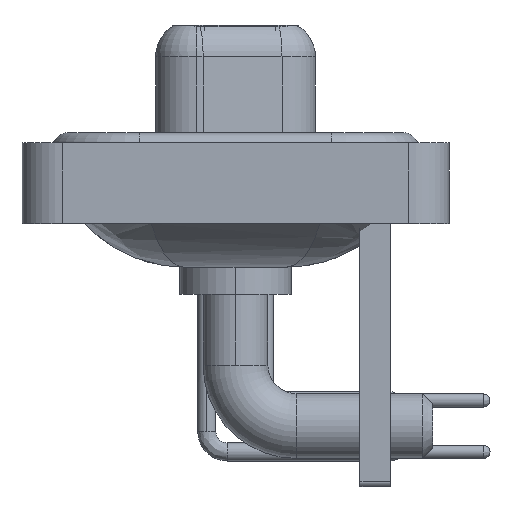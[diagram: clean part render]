
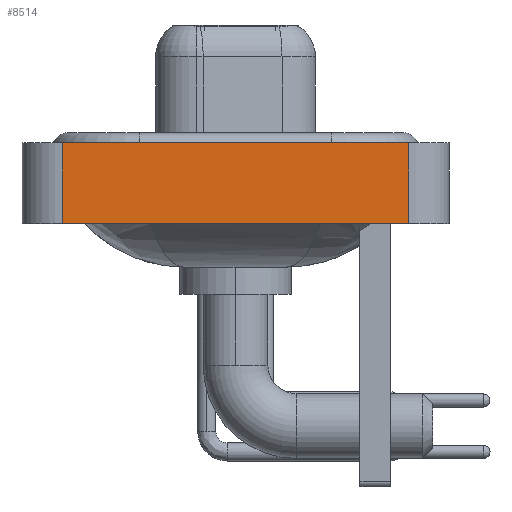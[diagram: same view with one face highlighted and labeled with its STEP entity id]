
A CAD part, left-side view. The second image highlights one B-rep face of the part: STEP entity #8514.
In plain terms, the highlighted planar face has unit normal (-1, 0, 0).
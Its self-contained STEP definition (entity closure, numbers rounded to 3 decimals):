
#1253 = CARTESIAN_POINT ( 'NONE',  ( -7.35, -8.55, -3.6 ) ) ;
#1400 = LINE ( 'NONE', #19966, #2485 ) ;
#1485 = EDGE_CURVE ( 'NONE', #11865, #6885, #22546, .T. ) ;
#1859 = ORIENTED_EDGE ( 'NONE', *, *, #3444, .T. ) ;
#2295 = CARTESIAN_POINT ( 'NONE',  ( -7.35, 8.55, -3.6 ) ) ;
#2339 = VERTEX_POINT ( 'NONE', #3169 ) ;
#2485 = VECTOR ( 'NONE', #19734, 1000. ) ;
#3169 = CARTESIAN_POINT ( 'NONE',  ( -7.35, -8.55, 0.4 ) ) ;
#3444 = EDGE_CURVE ( 'NONE', #21413, #2339, #1400, .T. ) ;
#4162 = LINE ( 'NONE', #20698, #7842 ) ;
#4289 = DIRECTION ( 'NONE',  ( 0., -1., 0. ) ) ;
#4595 = CARTESIAN_POINT ( 'NONE',  ( -7.35, 8.55, -3.6 ) ) ;
#5799 = LINE ( 'NONE', #20405, #16529 ) ;
#5952 = AXIS2_PLACEMENT_3D ( 'NONE', #23022, #8758, #6843 ) ;
#6843 = DIRECTION ( 'NONE',  ( 0., 0., 1. ) ) ;
#6875 = ORIENTED_EDGE ( 'NONE', *, *, #1485, .F. ) ;
#6885 = VERTEX_POINT ( 'NONE', #8231 ) ;
#7304 = EDGE_CURVE ( 'NONE', #6885, #2339, #5799, .T. ) ;
#7842 = VECTOR ( 'NONE', #4289, 1000. ) ;
#8231 = CARTESIAN_POINT ( 'NONE',  ( -7.35, 8.55, 0.4 ) ) ;
#8514 = ADVANCED_FACE ( 'NONE', ( #15922 ), #19765, .T. ) ;
#8758 = DIRECTION ( 'NONE',  ( -1., 0., 0. ) ) ;
#9321 = EDGE_CURVE ( 'NONE', #11865, #21413, #4162, .T. ) ;
#11865 = VERTEX_POINT ( 'NONE', #4595 ) ;
#15647 = VECTOR ( 'NONE', #18705, 1000. ) ;
#15922 = FACE_OUTER_BOUND ( 'NONE', #21591, .T. ) ;
#16529 = VECTOR ( 'NONE', #16800, 1000. ) ;
#16800 = DIRECTION ( 'NONE',  ( 0., -1., 0. ) ) ;
#18705 = DIRECTION ( 'NONE',  ( 0., 0., 1. ) ) ;
#19734 = DIRECTION ( 'NONE',  ( 0., 0., 1. ) ) ;
#19765 = PLANE ( 'NONE',  #5952 ) ;
#19966 = CARTESIAN_POINT ( 'NONE',  ( -7.35, -8.55, -3.6 ) ) ;
#20405 = CARTESIAN_POINT ( 'NONE',  ( -7.35, -8.55, 0.4 ) ) ;
#20479 = ORIENTED_EDGE ( 'NONE', *, *, #9321, .T. ) ;
#20698 = CARTESIAN_POINT ( 'NONE',  ( -7.35, -8.55, -3.6 ) ) ;
#21413 = VERTEX_POINT ( 'NONE', #1253 ) ;
#21591 = EDGE_LOOP ( 'NONE', ( #1859, #23000, #6875, #20479 ) ) ;
#22546 = LINE ( 'NONE', #2295, #15647 ) ;
#23000 = ORIENTED_EDGE ( 'NONE', *, *, #7304, .F. ) ;
#23022 = CARTESIAN_POINT ( 'NONE',  ( -7.35, -8.55, -3.6 ) ) ;
